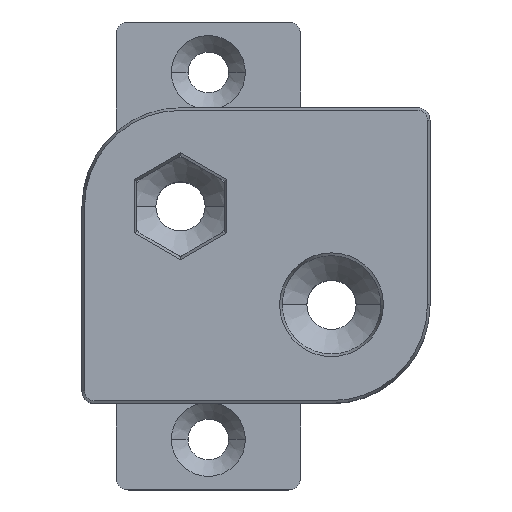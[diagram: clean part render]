
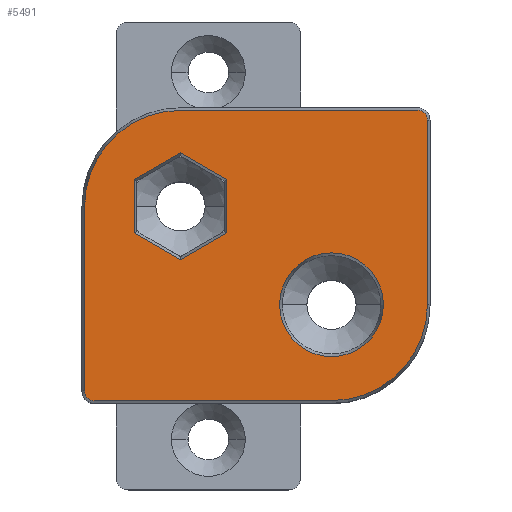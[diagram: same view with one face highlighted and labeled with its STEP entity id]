
A CAD part, top view. The second image highlights one B-rep face of the part: STEP entity #5491.
In plain terms, the highlighted planar face has unit normal (0, 0, 1).
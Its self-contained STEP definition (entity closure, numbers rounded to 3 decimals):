
#23 = CIRCLE ( 'NONE', #4283, 7.786 ) ;
#63 = EDGE_LOOP ( 'NONE', ( #1006, #4401, #4444, #2831, #2764, #1531 ) ) ;
#70 = VERTEX_POINT ( 'NONE', #4934 ) ;
#124 = CIRCLE ( 'NONE', #2471, 4.214 ) ;
#133 = ORIENTED_EDGE ( 'NONE', *, *, #2047, .T. ) ;
#176 = VECTOR ( 'NONE', #2627, 1000. ) ;
#208 = ORIENTED_EDGE ( 'NONE', *, *, #3345, .T. ) ;
#221 = VECTOR ( 'NONE', #5496, 1000. ) ;
#297 = VERTEX_POINT ( 'NONE', #372 ) ;
#372 = CARTESIAN_POINT ( 'NONE',  ( 1.918, -4., 26. ) ) ;
#476 = CARTESIAN_POINT ( 'NONE',  ( 6.132, -11.786, 26. ) ) ;
#489 = VERTEX_POINT ( 'NONE', #2127 ) ;
#501 = EDGE_CURVE ( 'NONE', #1119, #3445, #1989, .T. ) ;
#537 = DIRECTION ( 'NONE',  ( 0., 1., 0. ) ) ;
#597 = CARTESIAN_POINT ( 'NONE',  ( 13.918, 11., 26. ) ) ;
#599 = CARTESIAN_POINT ( 'NONE',  ( -13.918, -11., 26. ) ) ;
#602 = FACE_BOUND ( 'NONE', #63, .T. ) ;
#606 = LINE ( 'NONE', #2108, #5355 ) ;
#613 = CARTESIAN_POINT ( 'NONE',  ( 0., 11.786, 26. ) ) ;
#628 = CIRCLE ( 'NONE', #2666, 4.214 ) ;
#825 = CARTESIAN_POINT ( 'NONE',  ( -13.918, 4., 26. ) ) ;
#843 = VECTOR ( 'NONE', #2356, 1000. ) ;
#856 = DIRECTION ( 'NONE',  ( -0.866, 0.5, 0. ) ) ;
#865 = CARTESIAN_POINT ( 'NONE',  ( -5.147, 8.915, 26. ) ) ;
#874 = EDGE_CURVE ( 'NONE', #1728, #982, #23, .T. ) ;
#877 = DIRECTION ( 'NONE',  ( 0.866, -0.5, 0. ) ) ;
#940 = ORIENTED_EDGE ( 'NONE', *, *, #4546, .T. ) ;
#982 = VERTEX_POINT ( 'NONE', #3996 ) ;
#995 = LINE ( 'NONE', #599, #221 ) ;
#1006 = ORIENTED_EDGE ( 'NONE', *, *, #3105, .T. ) ;
#1088 = LINE ( 'NONE', #3272, #3414 ) ;
#1119 = VERTEX_POINT ( 'NONE', #3421 ) ;
#1138 = EDGE_CURVE ( 'NONE', #2098, #5787, #4187, .T. ) ;
#1165 = LINE ( 'NONE', #4890, #3052 ) ;
#1181 = AXIS2_PLACEMENT_3D ( 'NONE', #4523, #1789, #4947 ) ;
#1264 = VERTEX_POINT ( 'NONE', #1492 ) ;
#1347 = EDGE_CURVE ( 'NONE', #5787, #3159, #4480, .T. ) ;
#1395 = EDGE_LOOP ( 'NONE', ( #3727, #133, #2080, #940, #4204, #2421, #1627, #3462 ) ) ;
#1443 = DIRECTION ( 'NONE',  ( 0., -1., 0. ) ) ;
#1492 = CARTESIAN_POINT ( 'NONE',  ( 13.133, 11.786, 26. ) ) ;
#1531 = ORIENTED_EDGE ( 'NONE', *, *, #3798, .T. ) ;
#1627 = ORIENTED_EDGE ( 'NONE', *, *, #4151, .T. ) ;
#1638 = CARTESIAN_POINT ( 'NONE',  ( 10.347, -4., 26. ) ) ;
#1663 = VECTOR ( 'NONE', #2766, 1000. ) ;
#1682 = DIRECTION ( 'NONE',  ( 1., 0., 0. ) ) ;
#1728 = VERTEX_POINT ( 'NONE', #476 ) ;
#1754 = VECTOR ( 'NONE', #856, 1000. ) ;
#1778 = EDGE_CURVE ( 'NONE', #70, #5534, #2690, .T. ) ;
#1789 = DIRECTION ( 'NONE',  ( 0., 0., 1. ) ) ;
#1820 = DIRECTION ( 'NONE',  ( 1., 0., 0. ) ) ;
#1839 = DIRECTION ( 'NONE',  ( 0., 0., 1. ) ) ;
#1855 = CARTESIAN_POINT ( 'NONE',  ( -2.368, 0., 26. ) ) ;
#1907 = CARTESIAN_POINT ( 'NONE',  ( -13.133, -11., 26. ) ) ;
#1989 = CIRCLE ( 'NONE', #5007, 0.786 ) ;
#2026 = VECTOR ( 'NONE', #2822, 1000. ) ;
#2029 = DIRECTION ( 'NONE',  ( 0., 0., -1. ) ) ;
#2047 = EDGE_CURVE ( 'NONE', #5534, #1119, #995, .T. ) ;
#2080 = ORIENTED_EDGE ( 'NONE', *, *, #501, .T. ) ;
#2095 = CARTESIAN_POINT ( 'NONE',  ( 0., 0., 26. ) ) ;
#2098 = VERTEX_POINT ( 'NONE', #3548 ) ;
#2108 = CARTESIAN_POINT ( 'NONE',  ( 0., -11.786, 26. ) ) ;
#2127 = CARTESIAN_POINT ( 'NONE',  ( -2.368, 6.173, 26. ) ) ;
#2298 = CARTESIAN_POINT ( 'NONE',  ( -9.897, 6.173, 26. ) ) ;
#2316 = DIRECTION ( 'NONE',  ( 0., 0., -1. ) ) ;
#2356 = DIRECTION ( 'NONE',  ( -1., 0., 0. ) ) ;
#2363 = CARTESIAN_POINT ( 'NONE',  ( -1.683, -2.915, 26. ) ) ;
#2421 = ORIENTED_EDGE ( 'NONE', *, *, #4217, .T. ) ;
#2471 = AXIS2_PLACEMENT_3D ( 'NONE', #4737, #2029, #5180 ) ;
#2488 = ORIENTED_EDGE ( 'NONE', *, *, #3171, .T. ) ;
#2495 = CARTESIAN_POINT ( 'NONE',  ( -2.368, 1.827, 26. ) ) ;
#2627 = DIRECTION ( 'NONE',  ( 0.866, 0.5, 0. ) ) ;
#2666 = AXIS2_PLACEMENT_3D ( 'NONE', #5029, #2316, #5476 ) ;
#2690 = CIRCLE ( 'NONE', #4991, 7.786 ) ;
#2764 = ORIENTED_EDGE ( 'NONE', *, *, #3594, .T. ) ;
#2766 = DIRECTION ( 'NONE',  ( -0.866, -0.5, 0. ) ) ;
#2822 = DIRECTION ( 'NONE',  ( 0., 1., 0. ) ) ;
#2831 = ORIENTED_EDGE ( 'NONE', *, *, #5633, .T. ) ;
#2898 = LINE ( 'NONE', #3699, #1663 ) ;
#2915 = EDGE_LOOP ( 'NONE', ( #208, #2488 ) ) ;
#3052 = VECTOR ( 'NONE', #877, 1000. ) ;
#3103 = CARTESIAN_POINT ( 'NONE',  ( -13.133, -11.786, 26. ) ) ;
#3105 = EDGE_CURVE ( 'NONE', #5250, #2098, #2898, .T. ) ;
#3159 = VERTEX_POINT ( 'NONE', #2298 ) ;
#3171 = EDGE_CURVE ( 'NONE', #297, #3403, #628, .T. ) ;
#3191 = CARTESIAN_POINT ( 'NONE',  ( -9.897, 1.827, 26. ) ) ;
#3230 = VERTEX_POINT ( 'NONE', #597 ) ;
#3247 = EDGE_CURVE ( 'NONE', #1264, #70, #4447, .T. ) ;
#3272 = CARTESIAN_POINT ( 'NONE',  ( 13.918, 11., 26. ) ) ;
#3345 = EDGE_CURVE ( 'NONE', #3403, #297, #124, .T. ) ;
#3403 = VERTEX_POINT ( 'NONE', #1638 ) ;
#3414 = VECTOR ( 'NONE', #537, 1000. ) ;
#3417 = LINE ( 'NONE', #1855, #5558 ) ;
#3421 = CARTESIAN_POINT ( 'NONE',  ( -13.918, -11., 26. ) ) ;
#3445 = VERTEX_POINT ( 'NONE', #3103 ) ;
#3462 = ORIENTED_EDGE ( 'NONE', *, *, #3247, .T. ) ;
#3545 = LINE ( 'NONE', #865, #176 ) ;
#3548 = CARTESIAN_POINT ( 'NONE',  ( -6.133, -0.347, 26. ) ) ;
#3594 = EDGE_CURVE ( 'NONE', #4410, #489, #1165, .T. ) ;
#3699 = CARTESIAN_POINT ( 'NONE',  ( -1.383, 2.395, 26. ) ) ;
#3727 = ORIENTED_EDGE ( 'NONE', *, *, #1778, .T. ) ;
#3798 = EDGE_CURVE ( 'NONE', #489, #5250, #3417, .T. ) ;
#3989 = PLANE ( 'NONE',  #5616 ) ;
#3996 = CARTESIAN_POINT ( 'NONE',  ( 13.918, -4., 26. ) ) ;
#4041 = DIRECTION ( 'NONE',  ( 0., 0., 1. ) ) ;
#4067 = DIRECTION ( 'NONE',  ( 1., 0., 0. ) ) ;
#4100 = CIRCLE ( 'NONE', #1181, 0.786 ) ;
#4151 = EDGE_CURVE ( 'NONE', #3230, #1264, #4100, .T. ) ;
#4187 = LINE ( 'NONE', #2363, #1754 ) ;
#4204 = ORIENTED_EDGE ( 'NONE', *, *, #874, .T. ) ;
#4217 = EDGE_CURVE ( 'NONE', #982, #3230, #1088, .T. ) ;
#4283 = AXIS2_PLACEMENT_3D ( 'NONE', #4292, #4041, #4067 ) ;
#4292 = CARTESIAN_POINT ( 'NONE',  ( 6.132, -4., 26. ) ) ;
#4319 = CARTESIAN_POINT ( 'NONE',  ( -9.897, 0., 26. ) ) ;
#4401 = ORIENTED_EDGE ( 'NONE', *, *, #1138, .T. ) ;
#4410 = VERTEX_POINT ( 'NONE', #5638 ) ;
#4416 = DIRECTION ( 'NONE',  ( 0., 0., 1. ) ) ;
#4444 = ORIENTED_EDGE ( 'NONE', *, *, #1347, .T. ) ;
#4447 = LINE ( 'NONE', #613, #843 ) ;
#4480 = LINE ( 'NONE', #4319, #2026 ) ;
#4523 = CARTESIAN_POINT ( 'NONE',  ( 13.133, 11., 26. ) ) ;
#4546 = EDGE_CURVE ( 'NONE', #3445, #1728, #606, .T. ) ;
#4737 = CARTESIAN_POINT ( 'NONE',  ( 6.132, -4., 26. ) ) ;
#4822 = DIRECTION ( 'NONE',  ( 1., 0., 0. ) ) ;
#4890 = CARTESIAN_POINT ( 'NONE',  ( 2.081, 3.605, 26. ) ) ;
#4934 = CARTESIAN_POINT ( 'NONE',  ( -6.133, 11.786, 26. ) ) ;
#4947 = DIRECTION ( 'NONE',  ( 1., 0., 0. ) ) ;
#4991 = AXIS2_PLACEMENT_3D ( 'NONE', #5278, #5236, #5004 ) ;
#5004 = DIRECTION ( 'NONE',  ( 1., 0., 0. ) ) ;
#5007 = AXIS2_PLACEMENT_3D ( 'NONE', #1907, #1839, #1820 ) ;
#5029 = CARTESIAN_POINT ( 'NONE',  ( 6.132, -4., 26. ) ) ;
#5079 = FACE_BOUND ( 'NONE', #2915, .T. ) ;
#5180 = DIRECTION ( 'NONE',  ( 1., 0., 0. ) ) ;
#5223 = FACE_OUTER_BOUND ( 'NONE', #1395, .T. ) ;
#5236 = DIRECTION ( 'NONE',  ( 0., 0., 1. ) ) ;
#5250 = VERTEX_POINT ( 'NONE', #2495 ) ;
#5278 = CARTESIAN_POINT ( 'NONE',  ( -6.133, 4., 26. ) ) ;
#5355 = VECTOR ( 'NONE', #4822, 1000. ) ;
#5476 = DIRECTION ( 'NONE',  ( 1., 0., 0. ) ) ;
#5491 = ADVANCED_FACE ( 'NONE', ( #5079, #602, #5223 ), #3989, .T. ) ;
#5496 = DIRECTION ( 'NONE',  ( 0., -1., 0. ) ) ;
#5534 = VERTEX_POINT ( 'NONE', #825 ) ;
#5558 = VECTOR ( 'NONE', #1443, 1000. ) ;
#5616 = AXIS2_PLACEMENT_3D ( 'NONE', #2095, #4416, #1682 ) ;
#5633 = EDGE_CURVE ( 'NONE', #3159, #4410, #3545, .T. ) ;
#5638 = CARTESIAN_POINT ( 'NONE',  ( -6.132, 8.347, 26. ) ) ;
#5787 = VERTEX_POINT ( 'NONE', #3191 ) ;
